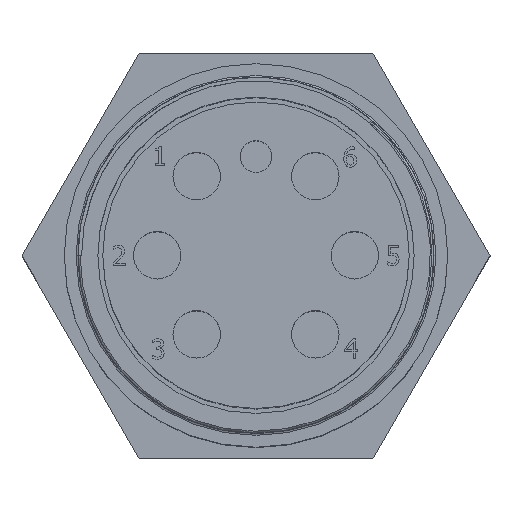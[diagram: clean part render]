
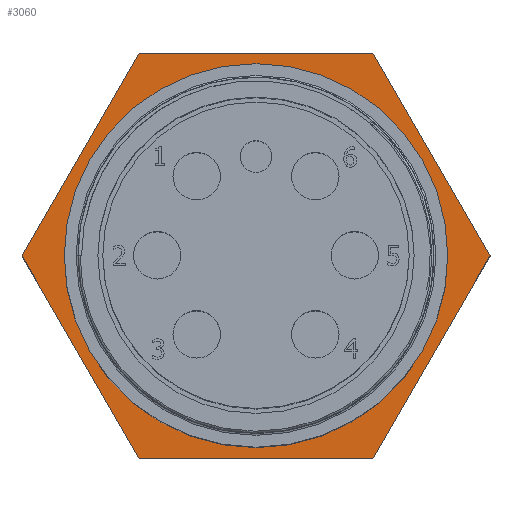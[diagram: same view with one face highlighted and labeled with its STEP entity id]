
A CAD part, top view. The second image highlights one B-rep face of the part: STEP entity #3060.
In plain terms, the highlighted planar face has unit normal (0, 0, 1).
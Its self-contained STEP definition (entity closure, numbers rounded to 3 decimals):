
#86=FACE_BOUND($,#614,.T.);
#135=CIRCLE($,#3206,19.4);
#247=PLANE($,#3205);
#405=FACE_OUTER_BOUND($,#613,.T.);
#613=EDGE_LOOP($,(#2746,#2747,#2748,#2749,#2750,#2751));
#614=EDGE_LOOP($,(#2752));
#879=LINE($,#6525,#1111);
#882=LINE($,#6531,#1114);
#885=LINE($,#6537,#1117);
#888=LINE($,#6543,#1120);
#892=LINE($,#6550,#1124);
#894=LINE($,#6553,#1126);
#1111=VECTOR($,#3667,23.671);
#1114=VECTOR($,#3672,23.671);
#1117=VECTOR($,#3677,23.671);
#1120=VECTOR($,#3682,23.671);
#1124=VECTOR($,#3688,23.671);
#1126=VECTOR($,#3692,23.671);
#1532=VERTEX_POINT($,#6522);
#1533=VERTEX_POINT($,#6524);
#1535=VERTEX_POINT($,#6530);
#1537=VERTEX_POINT($,#6536);
#1539=VERTEX_POINT($,#6542);
#1541=VERTEX_POINT($,#6548);
#1543=VERTEX_POINT($,#6558);
#1942=EDGE_CURVE($,#1533,#1532,#879,.T.);
#1945=EDGE_CURVE($,#1535,#1533,#882,.T.);
#1948=EDGE_CURVE($,#1537,#1535,#885,.T.);
#1951=EDGE_CURVE($,#1539,#1537,#888,.T.);
#1955=EDGE_CURVE($,#1532,#1541,#892,.T.);
#1957=EDGE_CURVE($,#1541,#1539,#894,.T.);
#1959=EDGE_CURVE($,#1543,#1543,#135,.T.);
#2746=ORIENTED_EDGE($,*,*,#1951,.T.);
#2747=ORIENTED_EDGE($,*,*,#1948,.T.);
#2748=ORIENTED_EDGE($,*,*,#1945,.T.);
#2749=ORIENTED_EDGE($,*,*,#1942,.T.);
#2750=ORIENTED_EDGE($,*,*,#1955,.T.);
#2751=ORIENTED_EDGE($,*,*,#1957,.T.);
#2752=ORIENTED_EDGE($,*,*,#1959,.T.);
#3060=ADVANCED_FACE($,(#405,#86),#247,.T.);
#3205=AXIS2_PLACEMENT_3D($,#6557,#3697,#3698);
#3206=AXIS2_PLACEMENT_3D($,#6559,#3699,#3700);
#3667=DIRECTION($,(0.5,-0.866,0.));
#3672=DIRECTION($,(-0.5,-0.866,0.));
#3677=DIRECTION($,(-1.,0.,0.));
#3682=DIRECTION($,(-0.5,0.866,0.));
#3688=DIRECTION($,(1.,0.,0.));
#3692=DIRECTION($,(0.5,0.866,0.));
#3697=DIRECTION('center_axis',(0.,0.,1.));
#3698=DIRECTION('ref_axis',(1.,0.,0.));
#3699=DIRECTION('center_axis',(0.,0.,-1.));
#3700=DIRECTION('ref_axis',(-1.,0.,0.));
#6522=CARTESIAN_POINT('',(-11.836,-20.5,22.2));
#6524=CARTESIAN_POINT('',(-23.671,0.,22.2));
#6525=CARTESIAN_POINT($,(-20.712,-5.125,22.2));
#6530=CARTESIAN_POINT('',(-11.836,20.5,22.2));
#6531=CARTESIAN_POINT($,(-14.795,15.375,22.2));
#6536=CARTESIAN_POINT('',(11.836,20.5,22.2));
#6537=CARTESIAN_POINT($,(5.918,20.5,22.2));
#6542=CARTESIAN_POINT('',(23.671,0.,22.2));
#6543=CARTESIAN_POINT($,(20.712,5.125,22.2));
#6548=CARTESIAN_POINT('',(11.836,-20.5,22.2));
#6550=CARTESIAN_POINT($,(-5.918,-20.5,22.2));
#6553=CARTESIAN_POINT($,(14.795,-15.375,22.2));
#6557=CARTESIAN_POINT('Origin',(0.,0.,22.2));
#6558=CARTESIAN_POINT('',(19.4,0.,22.2));
#6559=CARTESIAN_POINT('Origin',(0.,0.,22.2));
